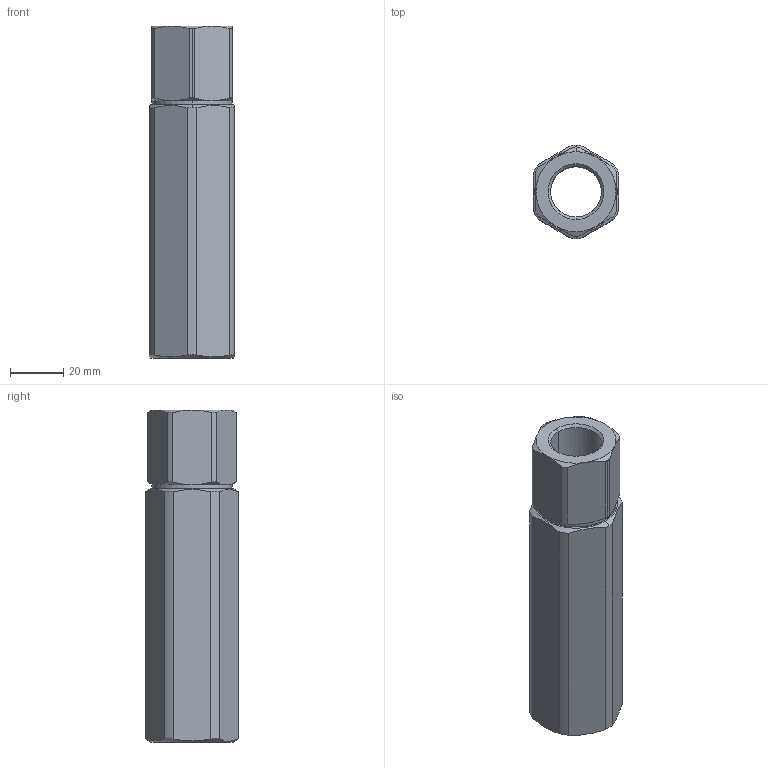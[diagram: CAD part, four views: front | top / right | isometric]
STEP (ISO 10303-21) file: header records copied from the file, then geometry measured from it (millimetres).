
FILE_DESCRIPTION (( 'STEP AP214' ), '1' );
FILE_NAME ('05211600031000A.STEP', '2025-06-04T07:45:11', ( '' ), ( '' ), 'SwSTEP 2.0', 'SolidWorks 2023', '' );
FILE_SCHEMA (( 'AUTOMOTIVE_DESIGN' ));
Length unit declared in the file: millimetre
Products named in the file (1): 05211600031000A
Bounding box: 32 x 35 x 124.5 mm (x, y, z)
Surface area: 17902.8 mm2 (no closed solid volume)
Topology: 0 solids, 2 shells, 58 faces, 163 edges, 108 vertices
Faces by surface type: cone 24, cylinder 19, plane 15
Entity records: 2276 total; most frequent: CARTESIAN_POINT 800, DIRECTION 309, ORIENTED_EDGE 302, EDGE_CURVE 163, AXIS2_PLACEMENT_3D 133, VERTEX_POINT 108, CIRCLE 74, EDGE_LOOP 61
